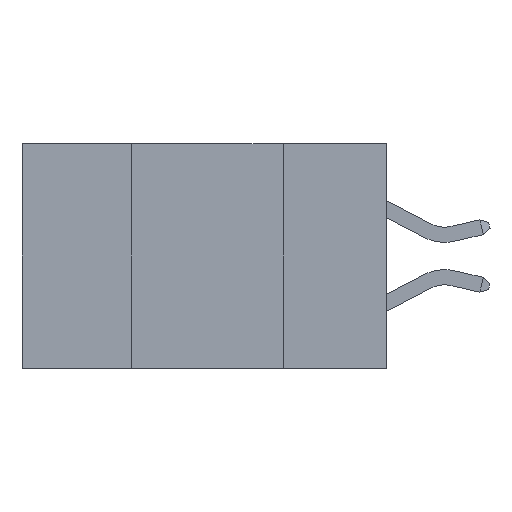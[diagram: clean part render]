
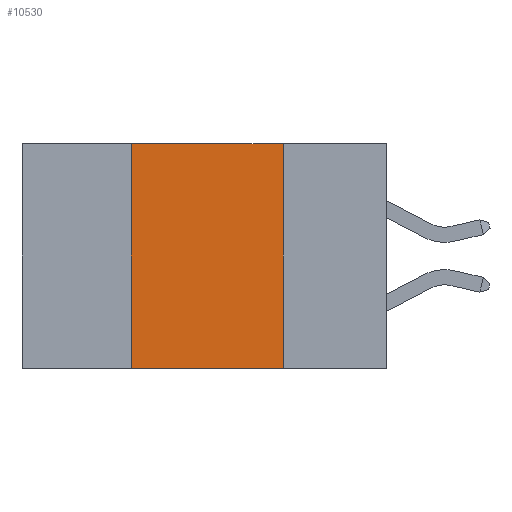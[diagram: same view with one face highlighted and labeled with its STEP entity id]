
A CAD part, left-side view. The second image highlights one B-rep face of the part: STEP entity #10530.
In plain terms, the highlighted planar face has unit normal (-1, 0, 0).
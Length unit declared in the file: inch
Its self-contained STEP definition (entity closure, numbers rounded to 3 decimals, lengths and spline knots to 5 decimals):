
#170 = EDGE_CURVE ( 'NONE', #16707, #18534, #12739, .T. ) ;
#354 = ORIENTED_EDGE ( 'NONE', *, *, #1016, .F. ) ;
#553 = EDGE_LOOP ( 'NONE', ( #354, #6756, #3169, #606 ) ) ;
#606 = ORIENTED_EDGE ( 'NONE', *, *, #11069, .T. ) ;
#913 = DIRECTION ( 'NONE',  ( 0., 0., -1. ) ) ;
#956 = CARTESIAN_POINT ( 'NONE',  ( 0., 0.6, -0.37 ) ) ;
#1016 = EDGE_CURVE ( 'NONE', #18076, #3279, #10091, .T. ) ;
#1072 = DIRECTION ( 'NONE',  ( 1., 0., 0. ) ) ;
#1174 = CARTESIAN_POINT ( 'NONE',  ( 0., 0.6, 0. ) ) ;
#1776 = VECTOR ( 'NONE', #18909, 39.37008 ) ;
#1864 = PLANE ( 'NONE',  #5646 ) ;
#2000 = VECTOR ( 'NONE', #13933, 39.37008 ) ;
#2427 = CARTESIAN_POINT ( 'NONE',  ( 0., 0.17, 0. ) ) ;
#3169 = ORIENTED_EDGE ( 'NONE', *, *, #170, .F. ) ;
#3279 = VERTEX_POINT ( 'NONE', #7643 ) ;
#5071 = LINE ( 'NONE', #17134, #16561 ) ;
#5646 = AXIS2_PLACEMENT_3D ( 'NONE', #1174, #1072, #913 ) ;
#6756 = ORIENTED_EDGE ( 'NONE', *, *, #17311, .F. ) ;
#7643 = CARTESIAN_POINT ( 'NONE',  ( 0., 0.17, -0.37 ) ) ;
#8264 = DIRECTION ( 'NONE',  ( 0., -1., 0. ) ) ;
#8336 = CARTESIAN_POINT ( 'NONE',  ( 0., 0.42, 0. ) ) ;
#10091 = LINE ( 'NONE', #13345, #2000 ) ;
#10530 = ADVANCED_FACE ( 'NONE', ( #14757 ), #1864, .F. ) ;
#11069 = EDGE_CURVE ( 'NONE', #16707, #3279, #17720, .T. ) ;
#11096 = CARTESIAN_POINT ( 'NONE',  ( 0., 0.42, -0.37 ) ) ;
#12739 = LINE ( 'NONE', #8336, #13652 ) ;
#13345 = CARTESIAN_POINT ( 'NONE',  ( 0., 0.17, 0. ) ) ;
#13652 = VECTOR ( 'NONE', #13725, 39.37008 ) ;
#13725 = DIRECTION ( 'NONE',  ( 0., 0., 1. ) ) ;
#13933 = DIRECTION ( 'NONE',  ( 0., 0., -1. ) ) ;
#14757 = FACE_OUTER_BOUND ( 'NONE', #553, .T. ) ;
#16561 = VECTOR ( 'NONE', #8264, 39.37008 ) ;
#16707 = VERTEX_POINT ( 'NONE', #11096 ) ;
#17134 = CARTESIAN_POINT ( 'NONE',  ( 0., 0.6, 0. ) ) ;
#17311 = EDGE_CURVE ( 'NONE', #18534, #18076, #5071, .T. ) ;
#17720 = LINE ( 'NONE', #956, #1776 ) ;
#18076 = VERTEX_POINT ( 'NONE', #2427 ) ;
#18463 = CARTESIAN_POINT ( 'NONE',  ( 0., 0.42, 0. ) ) ;
#18534 = VERTEX_POINT ( 'NONE', #18463 ) ;
#18909 = DIRECTION ( 'NONE',  ( 0., -1., 0. ) ) ;
